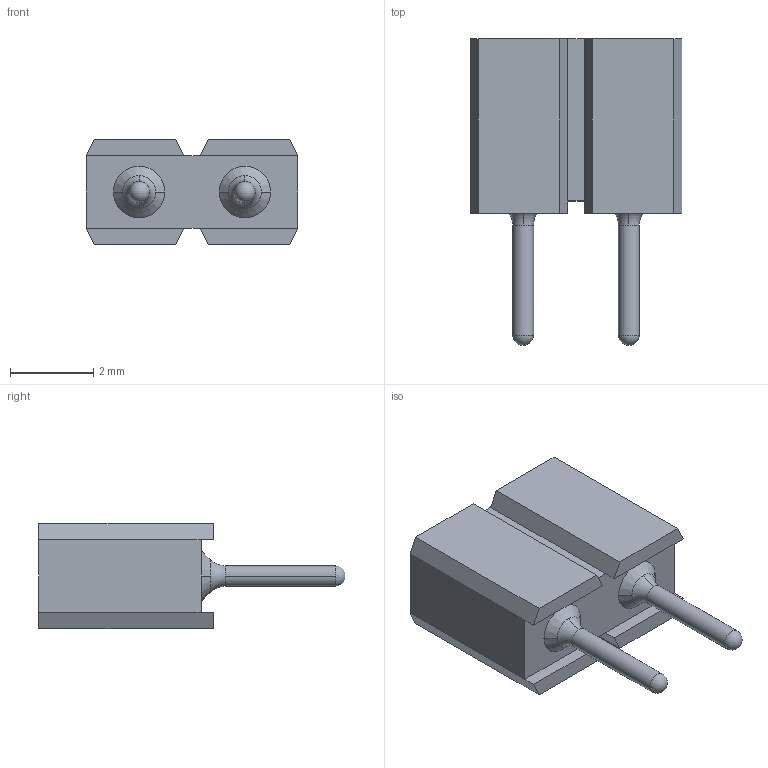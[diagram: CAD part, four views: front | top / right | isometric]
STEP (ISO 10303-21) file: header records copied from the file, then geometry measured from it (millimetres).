
FILE_DESCRIPTION(('STEP AP214'),'1');
FILE_NAME(' ',' ',('TraceParts'),('TraceParts S.A.'),'XStep 1.0',' ',' ');
FILE_SCHEMA(('automotive_design'));
Length unit declared in the file: millimetre
Products named in the file (1): 1
Bounding box: 5.08 x 7.37 x 2.54 mm (x, y, z)
Volume: 44.9 mm3; surface area: 138.3 mm2
Topology: 1 solids, 1 shells, 92 faces, 216 edges, 126 vertices
Faces by surface type: cone 40, plane 30, cylinder 16, torus 4, sphere 2
Entity records: 4978 total; most frequent: DIRECTION 482, CARTESIAN_POINT 427, STYLED_ITEM 426, PRESENTATION_STYLE_ASSIGNMENT 426, COLOUR_RGB 426, ORIENTED_EDGE 416, EDGE_CURVE 208, CURVE_STYLE 208
